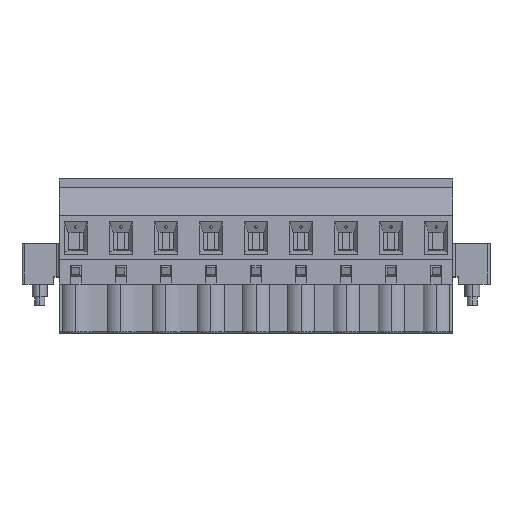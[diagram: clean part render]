
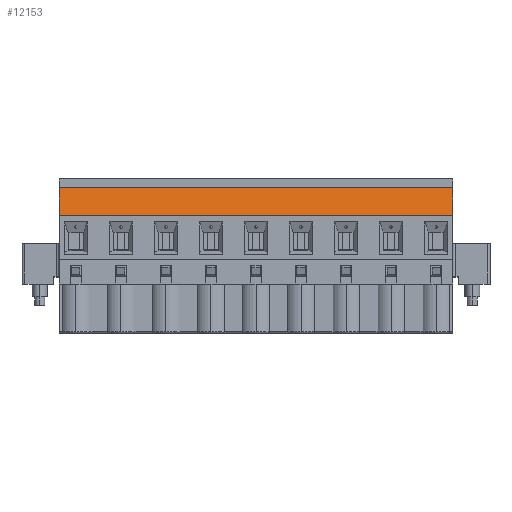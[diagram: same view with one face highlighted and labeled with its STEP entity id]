
A CAD part, top view. The second image highlights one B-rep face of the part: STEP entity #12153.
In plain terms, the highlighted planar face has unit normal (0, 0.225, 0.974).
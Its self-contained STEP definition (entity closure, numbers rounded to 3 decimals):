
#12097=CARTESIAN_POINT('',(52.34,10.4,4.3));
#12098=VERTEX_POINT('',#12097);
#12105=CARTESIAN_POINT('',(-14.24,10.4,4.3));
#12106=VERTEX_POINT('',#12105);
#12107=CARTESIAN_POINT('',(52.34,10.4,4.3));
#12108=DIRECTION('',(-1.,0.,0.));
#12109=VECTOR('',#12108,66.58);
#12110=LINE('',#12107,#12109);
#12111=EDGE_CURVE('',#12098,#12106,#12110,.T.);
#12123=CARTESIAN_POINT('',(19.05,12.75,3.757));
#12124=DIRECTION('',(0.,-0.974,0.225));
#12125=DIRECTION('',(-0.,0.225,0.974));
#12126=AXIS2_PLACEMENT_3D('',#12123,#12125,#12124);
#12127=PLANE('',#12126);
#12128=CARTESIAN_POINT('',(52.34,15.1,3.215));
#12129=VERTEX_POINT('',#12128);
#12130=CARTESIAN_POINT('',(52.34,15.1,3.215));
#12131=DIRECTION('',(0.,-0.974,0.225));
#12132=VECTOR('',#12131,4.824);
#12133=LINE('',#12130,#12132);
#12134=EDGE_CURVE('',#12129,#12098,#12133,.T.);
#12135=ORIENTED_EDGE('',*,*,#12134,.F.);
#12136=CARTESIAN_POINT('',(-14.24,15.1,3.215));
#12137=VERTEX_POINT('',#12136);
#12138=CARTESIAN_POINT('',(52.34,15.1,3.215));
#12139=DIRECTION('',(-1.,0.,0.));
#12140=VECTOR('',#12139,66.58);
#12141=LINE('',#12138,#12140);
#12142=EDGE_CURVE('',#12129,#12137,#12141,.T.);
#12143=ORIENTED_EDGE('',*,*,#12142,.T.);
#12144=CARTESIAN_POINT('',(-14.24,15.1,3.215));
#12145=DIRECTION('',(0.,-0.974,0.225));
#12146=VECTOR('',#12145,4.824);
#12147=LINE('',#12144,#12146);
#12148=EDGE_CURVE('',#12137,#12106,#12147,.T.);
#12149=ORIENTED_EDGE('',*,*,#12148,.T.);
#12150=ORIENTED_EDGE('',*,*,#12111,.F.);
#12151=EDGE_LOOP('',(#12135,#12143,#12149,#12150));
#12152=FACE_OUTER_BOUND('',#12151,.T.);
#12153=ADVANCED_FACE('',(#12152),#12127,.T.);
